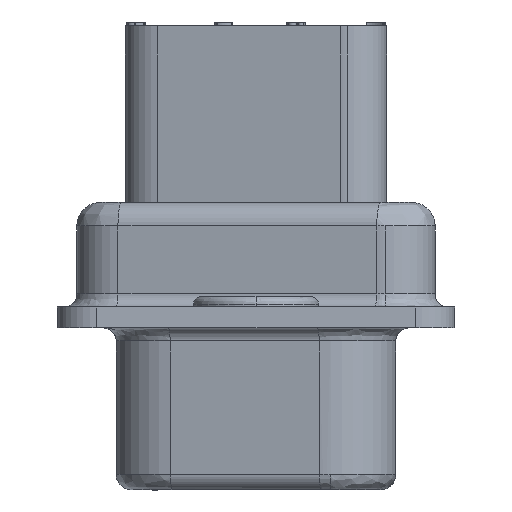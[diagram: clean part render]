
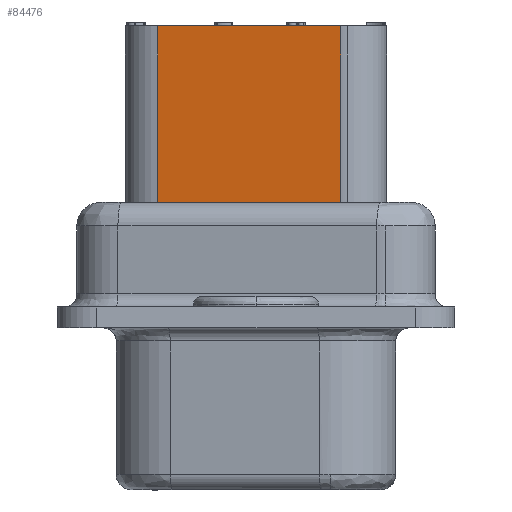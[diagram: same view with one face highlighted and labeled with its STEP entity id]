
A CAD part, left-side view. The second image highlights one B-rep face of the part: STEP entity #84476.
In plain terms, the highlighted planar face has unit normal (-0.985, 0.174, 0).
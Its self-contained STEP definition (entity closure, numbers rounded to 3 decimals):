
#773 = CARTESIAN_POINT ( 'NONE',  ( -32.643, -15.296, 11.15 ) ) ;
#1726 = VECTOR ( 'NONE', #93744, 1000. ) ;
#3569 = ORIENTED_EDGE ( 'NONE', *, *, #71275, .T. ) ;
#4809 = AXIS2_PLACEMENT_3D ( 'NONE', #48042, #34557, #11096 ) ;
#8647 = VECTOR ( 'NONE', #36242, 1000. ) ;
#11096 = DIRECTION ( 'NONE',  ( -0.174, -0.985, 0. ) ) ;
#14958 = VERTEX_POINT ( 'NONE', #96603 ) ;
#15969 = ORIENTED_EDGE ( 'NONE', *, *, #28041, .T. ) ;
#16183 = VERTEX_POINT ( 'NONE', #65748 ) ;
#25006 = EDGE_CURVE ( 'NONE', #16183, #81739, #79718, .T. ) ;
#27778 = LINE ( 'NONE', #89137, #8647 ) ;
#28041 = EDGE_CURVE ( 'NONE', #14958, #81739, #91197, .T. ) ;
#29326 = EDGE_LOOP ( 'NONE', ( #55097, #3569, #97883, #15969 ) ) ;
#32293 = CARTESIAN_POINT ( 'NONE',  ( -32.643, -15.296, 4.4 ) ) ;
#34557 = DIRECTION ( 'NONE',  ( -0.985, 0.174, 0. ) ) ;
#36242 = DIRECTION ( 'NONE',  ( 0., 0., 1. ) ) ;
#37816 = DIRECTION ( 'NONE',  ( -0.174, -0.985, 0. ) ) ;
#41806 = DIRECTION ( 'NONE',  ( 0., 0., -1. ) ) ;
#48042 = CARTESIAN_POINT ( 'NONE',  ( -33.877, -22.296, 11.15 ) ) ;
#55097 = ORIENTED_EDGE ( 'NONE', *, *, #25006, .F. ) ;
#55342 = LINE ( 'NONE', #77802, #1726 ) ;
#65748 = CARTESIAN_POINT ( 'NONE',  ( -33.877, -22.296, 11.15 ) ) ;
#71275 = EDGE_CURVE ( 'NONE', #16183, #81862, #55342, .T. ) ;
#77715 = CARTESIAN_POINT ( 'NONE',  ( -33.877, -22.296, 4.4 ) ) ;
#77802 = CARTESIAN_POINT ( 'NONE',  ( -33.877, -22.296, 11.15 ) ) ;
#79463 = PLANE ( 'NONE',  #4809 ) ;
#79718 = LINE ( 'NONE', #81197, #88233 ) ;
#81197 = CARTESIAN_POINT ( 'NONE',  ( -33.877, -22.296, 11.15 ) ) ;
#81739 = VERTEX_POINT ( 'NONE', #77715 ) ;
#81862 = VERTEX_POINT ( 'NONE', #773 ) ;
#84476 = ADVANCED_FACE ( 'NONE', ( #86463 ), #79463, .T. ) ;
#86463 = FACE_OUTER_BOUND ( 'NONE', #29326, .T. ) ;
#88233 = VECTOR ( 'NONE', #41806, 1000. ) ;
#89137 = CARTESIAN_POINT ( 'NONE',  ( -32.643, -15.296, 11.15 ) ) ;
#91197 = LINE ( 'NONE', #32293, #98552 ) ;
#93744 = DIRECTION ( 'NONE',  ( 0.174, 0.985, 0. ) ) ;
#95950 = EDGE_CURVE ( 'NONE', #14958, #81862, #27778, .T. ) ;
#96603 = CARTESIAN_POINT ( 'NONE',  ( -32.643, -15.296, 4.4 ) ) ;
#97883 = ORIENTED_EDGE ( 'NONE', *, *, #95950, .F. ) ;
#98552 = VECTOR ( 'NONE', #37816, 1000. ) ;
